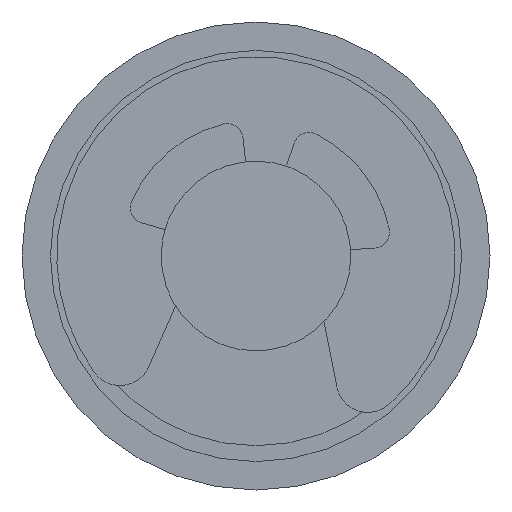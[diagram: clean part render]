
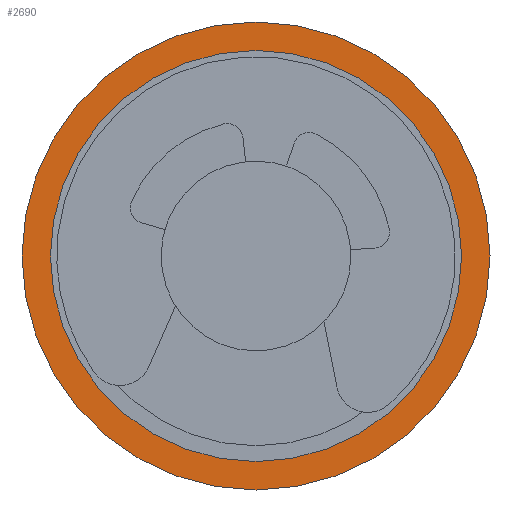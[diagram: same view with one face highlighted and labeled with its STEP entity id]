
A CAD part, front view. The second image highlights one B-rep face of the part: STEP entity #2690.
In plain terms, the highlighted planar face has unit normal (0, -1, 0).
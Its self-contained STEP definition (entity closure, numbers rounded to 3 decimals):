
#133 = DIRECTION ( 'NONE',  ( 0., 1., 0. ) ) ;
#452 = DIRECTION ( 'NONE',  ( 0., 0., -1. ) ) ;
#463 = EDGE_CURVE ( 'Defeature ausgef�hrt1_13+Defeature ausgef�hrt1_7+Defeature ausgef�hrt1_7+Defeature ausgef�hrt1_7', #1192, #1119, #7762, .T. ) ;
#480 = DIRECTION ( 'NONE',  ( 0., -1., 0. ) ) ;
#537 = ORIENTED_EDGE ( 'NONE', *, *, #1906, .F. ) ;
#679 = VERTEX_POINT ( 'NONE', #6036 ) ;
#804 = CARTESIAN_POINT ( 'NONE',  ( 0., 9., 0. ) ) ;
#1119 = VERTEX_POINT ( 'NONE', #5969 ) ;
#1192 = VERTEX_POINT ( 'NONE', #5327 ) ;
#1473 = CIRCLE ( 'NONE', #1803, 3.7 ) ;
#1640 = CIRCLE ( 'NONE', #7709, 3.7 ) ;
#1803 = AXIS2_PLACEMENT_3D ( 'NONE', #2524, #133, #1942 ) ;
#1876 = PLANE ( 'NONE',  #6583 ) ;
#1906 = EDGE_CURVE ( 'Defeature ausgef�hrt1_8+Defeature ausgef�hrt1_7+Defeature ausgef�hrt1_7+Defeature ausgef�hrt1_7', #679, #6853, #1473, .T. ) ;
#1942 = DIRECTION ( 'NONE',  ( 0., 0., 1. ) ) ;
#2057 = FACE_BOUND ( 'NONE', #5673, .T. ) ;
#2375 = CARTESIAN_POINT ( 'NONE',  ( 0., 9., 3.7 ) ) ;
#2524 = CARTESIAN_POINT ( 'NONE',  ( 0., 9., 0. ) ) ;
#2661 = AXIS2_PLACEMENT_3D ( 'NONE', #4873, #3693, #5505 ) ;
#2690 = ADVANCED_FACE ( 'Defeature ausgef�hrt1_7', ( #7076, #2057 ), #1876, .F. ) ;
#2730 = DIRECTION ( 'NONE',  ( 0., 1., 0. ) ) ;
#2899 = EDGE_CURVE ( 'Defeature ausgef�hrt1_8+Defeature ausgef�hrt1_7+Defeature ausgef�hrt1_7+Defeature ausgef�hrt1_7', #6853, #679, #1640, .T. ) ;
#3150 = DIRECTION ( 'NONE',  ( 0., 1., 0. ) ) ;
#3272 = ORIENTED_EDGE ( 'NONE', *, *, #463, .F. ) ;
#3519 = CARTESIAN_POINT ( 'NONE',  ( 0., 9., 0. ) ) ;
#3693 = DIRECTION ( 'NONE',  ( 0., -1., 0. ) ) ;
#3955 = ORIENTED_EDGE ( 'NONE', *, *, #2899, .F. ) ;
#4075 = CIRCLE ( 'NONE', #5295, 2.75 ) ;
#4244 = EDGE_LOOP ( 'NONE', ( #537, #3955 ) ) ;
#4873 = CARTESIAN_POINT ( 'NONE',  ( 0., 9., 0. ) ) ;
#5295 = AXIS2_PLACEMENT_3D ( 'NONE', #3519, #480, #452 ) ;
#5327 = CARTESIAN_POINT ( 'NONE',  ( 0., 9., -2.75 ) ) ;
#5505 = DIRECTION ( 'NONE',  ( 0., 0., -1. ) ) ;
#5673 = EDGE_LOOP ( 'NONE', ( #3272, #7684 ) ) ;
#5740 = DIRECTION ( 'NONE',  ( 0., 0., 1. ) ) ;
#5969 = CARTESIAN_POINT ( 'NONE',  ( 0., 9., 2.75 ) ) ;
#6036 = CARTESIAN_POINT ( 'NONE',  ( 0., 9., -3.7 ) ) ;
#6282 = EDGE_CURVE ( 'Defeature ausgef�hrt1_13+Defeature ausgef�hrt1_7+Defeature ausgef�hrt1_7+Defeature ausgef�hrt1_7', #1119, #1192, #4075, .T. ) ;
#6583 = AXIS2_PLACEMENT_3D ( 'NONE', #6834, #3150, #7441 ) ;
#6834 = CARTESIAN_POINT ( 'NONE',  ( 0., 9., 0. ) ) ;
#6853 = VERTEX_POINT ( 'NONE', #2375 ) ;
#7076 = FACE_OUTER_BOUND ( 'NONE', #4244, .T. ) ;
#7441 = DIRECTION ( 'NONE',  ( 0., 0., 1. ) ) ;
#7684 = ORIENTED_EDGE ( 'NONE', *, *, #6282, .F. ) ;
#7709 = AXIS2_PLACEMENT_3D ( 'NONE', #804, #2730, #5740 ) ;
#7762 = CIRCLE ( 'NONE', #2661, 2.75 ) ;
